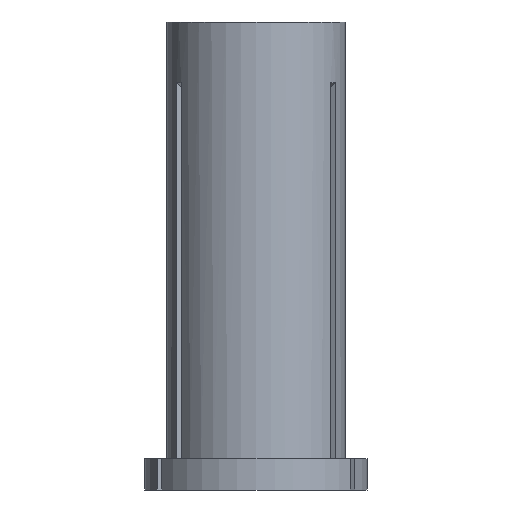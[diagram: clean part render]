
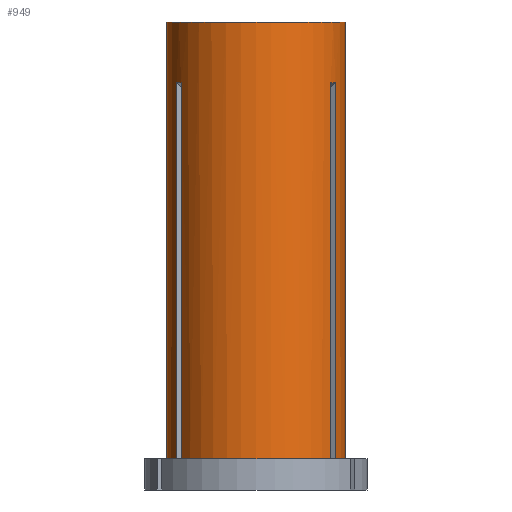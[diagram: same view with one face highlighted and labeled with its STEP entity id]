
A CAD part, front view. The second image highlights one B-rep face of the part: STEP entity #949.
In plain terms, the highlighted cylindrical face has radius 10 mm (diameter 20 mm), a partial arc.
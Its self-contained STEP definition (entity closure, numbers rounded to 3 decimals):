
#2 = VERTEX_POINT ( 'NONE', #324 ) ;
#7 = LINE ( 'NONE', #905, #1045 ) ;
#22 = LINE ( 'NONE', #217, #105 ) ;
#27 = CARTESIAN_POINT ( 'NONE',  ( 0., 0., 0. ) ) ;
#33 = EDGE_CURVE ( 'NONE', #334, #1005, #503, .T. ) ;
#36 = CARTESIAN_POINT ( 'NONE',  ( -8.899, -4.561, 0. ) ) ;
#38 = LINE ( 'NONE', #1009, #354 ) ;
#57 = VECTOR ( 'NONE', #287, 1000. ) ;
#59 = ORIENTED_EDGE ( 'NONE', *, *, #873, .T. ) ;
#87 = DIRECTION ( 'NONE',  ( 0., 0., 1. ) ) ;
#97 = ORIENTED_EDGE ( 'NONE', *, *, #1056, .T. ) ;
#105 = VECTOR ( 'NONE', #108, 1000. ) ;
#108 = DIRECTION ( 'NONE',  ( 0., 0., 1. ) ) ;
#144 = ORIENTED_EDGE ( 'NONE', *, *, #33, .F. ) ;
#185 = EDGE_LOOP ( 'NONE', ( #918, #749, #1107, #522, #144, #999, #97, #702, #991, #59, #720, #1051 ) ) ;
#213 = CARTESIAN_POINT ( 'NONE',  ( 0., 0., -49. ) ) ;
#217 = CARTESIAN_POINT ( 'NONE',  ( -10., 0., 0. ) ) ;
#221 = CARTESIAN_POINT ( 'NONE',  ( -8.399, -5.427, 0. ) ) ;
#229 = AXIS2_PLACEMENT_3D ( 'NONE', #213, #1014, #636 ) ;
#241 = VERTEX_POINT ( 'NONE', #420 ) ;
#263 = EDGE_CURVE ( 'NONE', #433, #241, #631, .T. ) ;
#264 = CARTESIAN_POINT ( 'NONE',  ( -8.399, -5.427, -6.817 ) ) ;
#287 = DIRECTION ( 'NONE',  ( 0., 0., 1. ) ) ;
#318 = CARTESIAN_POINT ( 'NONE',  ( 0., 0., 0. ) ) ;
#324 = CARTESIAN_POINT ( 'NONE',  ( 8.899, -4.561, -49. ) ) ;
#334 = VERTEX_POINT ( 'NONE', #591 ) ;
#347 = EDGE_CURVE ( 'NONE', #557, #241, #7, .T. ) ;
#349 = EDGE_CURVE ( 'NONE', #647, #660, #761, .T. ) ;
#354 = VECTOR ( 'NONE', #87, 1000. ) ;
#357 = AXIS2_PLACEMENT_3D ( 'NONE', #722, #1096, #767 ) ;
#396 = CIRCLE ( 'NONE', #357, 10. ) ;
#407 = DIRECTION ( 'NONE',  ( 0., 0., 1. ) ) ;
#417 = CARTESIAN_POINT ( 'NONE',  ( -8.899, -4.561, -49. ) ) ;
#420 = CARTESIAN_POINT ( 'NONE',  ( 10., 0., 0. ) ) ;
#433 = VERTEX_POINT ( 'NONE', #1020 ) ;
#436 = DIRECTION ( 'NONE',  ( 0., 0., 1. ) ) ;
#439 = CARTESIAN_POINT ( 'NONE',  ( 8.899, -4.561, -6.817 ) ) ;
#442 = CARTESIAN_POINT ( 'NONE',  ( -8.578, -5.143, -6.809 ) ) ;
#480 = AXIS2_PLACEMENT_3D ( 'NONE', #1123, #927, #850 ) ;
#491 = CARTESIAN_POINT ( 'NONE',  ( 8.664, -5.002, -6.806 ) ) ;
#503 = LINE ( 'NONE', #221, #57 ) ;
#509 = CARTESIAN_POINT ( 'NONE',  ( -10., 0., -49. ) ) ;
#513 = CARTESIAN_POINT ( 'NONE',  ( 10., 0., -49. ) ) ;
#522 = ORIENTED_EDGE ( 'NONE', *, *, #975, .T. ) ;
#528 = EDGE_CURVE ( 'NONE', #2, #660, #38, .T. ) ;
#543 = DIRECTION ( 'NONE',  ( 0., 0., 1. ) ) ;
#557 = VERTEX_POINT ( 'NONE', #513 ) ;
#568 = CARTESIAN_POINT ( 'NONE',  ( 8.49, -5.287, -6.812 ) ) ;
#571 = CARTESIAN_POINT ( 'NONE',  ( -8.824, -4.708, -6.812 ) ) ;
#579 = CARTESIAN_POINT ( 'NONE',  ( -8.899, -4.561, -6.817 ) ) ;
#591 = CARTESIAN_POINT ( 'NONE',  ( -8.399, -5.427, -49. ) ) ;
#631 = CIRCLE ( 'NONE', #913, 10. ) ;
#634 = CARTESIAN_POINT ( 'NONE',  ( -8.399, -5.427, -6.817 ) ) ;
#636 = DIRECTION ( 'NONE',  ( 1., 0., 0. ) ) ;
#647 = VERTEX_POINT ( 'NONE', #789 ) ;
#660 = VERTEX_POINT ( 'NONE', #439 ) ;
#675 = VERTEX_POINT ( 'NONE', #509 ) ;
#687 = B_SPLINE_CURVE_WITH_KNOTS ( 'NONE', 3,
 ( #579, #571, #882, #442, #931, #634 ),
 .UNSPECIFIED., .F., .F.,
 ( 4, 2, 4 ),
 ( 0.059, 0.059, 0.06 ),
 .UNSPECIFIED. ) ;
#702 = ORIENTED_EDGE ( 'NONE', *, *, #349, .T. ) ;
#720 = ORIENTED_EDGE ( 'NONE', *, *, #347, .T. ) ;
#722 = CARTESIAN_POINT ( 'NONE',  ( 0., 0., -49. ) ) ;
#726 = VERTEX_POINT ( 'NONE', #1109 ) ;
#735 = EDGE_CURVE ( 'NONE', #334, #726, #893, .T. ) ;
#749 = ORIENTED_EDGE ( 'NONE', *, *, #910, .T. ) ;
#752 = FACE_OUTER_BOUND ( 'NONE', #185, .T. ) ;
#761 = B_SPLINE_CURVE_WITH_KNOTS ( 'NONE', 3,
 ( #784, #568, #491, #1118, #1117 ),
 .UNSPECIFIED., .F., .F.,
 ( 4, 1, 4 ),
 ( 0.064, 0.065, 0.065 ),
 .UNSPECIFIED. ) ;
#767 = DIRECTION ( 'NONE',  ( 1., 0., 0. ) ) ;
#784 = CARTESIAN_POINT ( 'NONE',  ( 8.399, -5.427, -6.817 ) ) ;
#789 = CARTESIAN_POINT ( 'NONE',  ( 8.399, -5.427, -6.817 ) ) ;
#801 = VERTEX_POINT ( 'NONE', #417 ) ;
#820 = EDGE_CURVE ( 'NONE', #675, #433, #22, .T. ) ;
#834 = LINE ( 'NONE', #997, #864 ) ;
#842 = DIRECTION ( 'NONE',  ( 1., 0., 0. ) ) ;
#850 = DIRECTION ( 'NONE',  ( 1., 0., 0. ) ) ;
#859 = VECTOR ( 'NONE', #436, 1000. ) ;
#864 = VECTOR ( 'NONE', #902, 1000. ) ;
#873 = EDGE_CURVE ( 'NONE', #2, #557, #396, .T. ) ;
#882 = CARTESIAN_POINT ( 'NONE',  ( -8.744, -4.854, -6.809 ) ) ;
#893 = CIRCLE ( 'NONE', #229, 10. ) ;
#902 = DIRECTION ( 'NONE',  ( 0., 0., 1. ) ) ;
#905 = CARTESIAN_POINT ( 'NONE',  ( 10., 0., 0. ) ) ;
#908 = AXIS2_PLACEMENT_3D ( 'NONE', #27, #543, #842 ) ;
#910 = EDGE_CURVE ( 'NONE', #675, #801, #951, .T. ) ;
#913 = AXIS2_PLACEMENT_3D ( 'NONE', #318, #407, #921 ) ;
#918 = ORIENTED_EDGE ( 'NONE', *, *, #820, .F. ) ;
#921 = DIRECTION ( 'NONE',  ( 1., 0., 0. ) ) ;
#927 = DIRECTION ( 'NONE',  ( 0., 0., 1. ) ) ;
#931 = CARTESIAN_POINT ( 'NONE',  ( -8.49, -5.286, -6.812 ) ) ;
#949 = ADVANCED_FACE ( 'NONE', ( #752 ), #1033, .T. ) ;
#951 = CIRCLE ( 'NONE', #480, 10. ) ;
#957 = EDGE_CURVE ( 'NONE', #801, #1122, #1127, .T. ) ;
#975 = EDGE_CURVE ( 'NONE', #1122, #1005, #687, .T. ) ;
#991 = ORIENTED_EDGE ( 'NONE', *, *, #528, .F. ) ;
#997 = CARTESIAN_POINT ( 'NONE',  ( 8.399, -5.427, 0. ) ) ;
#999 = ORIENTED_EDGE ( 'NONE', *, *, #735, .T. ) ;
#1005 = VERTEX_POINT ( 'NONE', #264 ) ;
#1009 = CARTESIAN_POINT ( 'NONE',  ( 8.899, -4.561, 0. ) ) ;
#1014 = DIRECTION ( 'NONE',  ( 0., 0., 1. ) ) ;
#1019 = CARTESIAN_POINT ( 'NONE',  ( -8.899, -4.561, -6.817 ) ) ;
#1020 = CARTESIAN_POINT ( 'NONE',  ( -10., 0., 0. ) ) ;
#1033 = CYLINDRICAL_SURFACE ( 'NONE', #908, 10. ) ;
#1045 = VECTOR ( 'NONE', #1103, 1000. ) ;
#1051 = ORIENTED_EDGE ( 'NONE', *, *, #263, .F. ) ;
#1056 = EDGE_CURVE ( 'NONE', #726, #647, #834, .T. ) ;
#1096 = DIRECTION ( 'NONE',  ( 0., 0., 1. ) ) ;
#1103 = DIRECTION ( 'NONE',  ( 0., 0., 1. ) ) ;
#1107 = ORIENTED_EDGE ( 'NONE', *, *, #957, .T. ) ;
#1109 = CARTESIAN_POINT ( 'NONE',  ( 8.399, -5.427, -49. ) ) ;
#1117 = CARTESIAN_POINT ( 'NONE',  ( 8.899, -4.561, -6.817 ) ) ;
#1118 = CARTESIAN_POINT ( 'NONE',  ( 8.823, -4.709, -6.812 ) ) ;
#1122 = VERTEX_POINT ( 'NONE', #1019 ) ;
#1123 = CARTESIAN_POINT ( 'NONE',  ( 0., 0., -49. ) ) ;
#1127 = LINE ( 'NONE', #36, #859 ) ;
